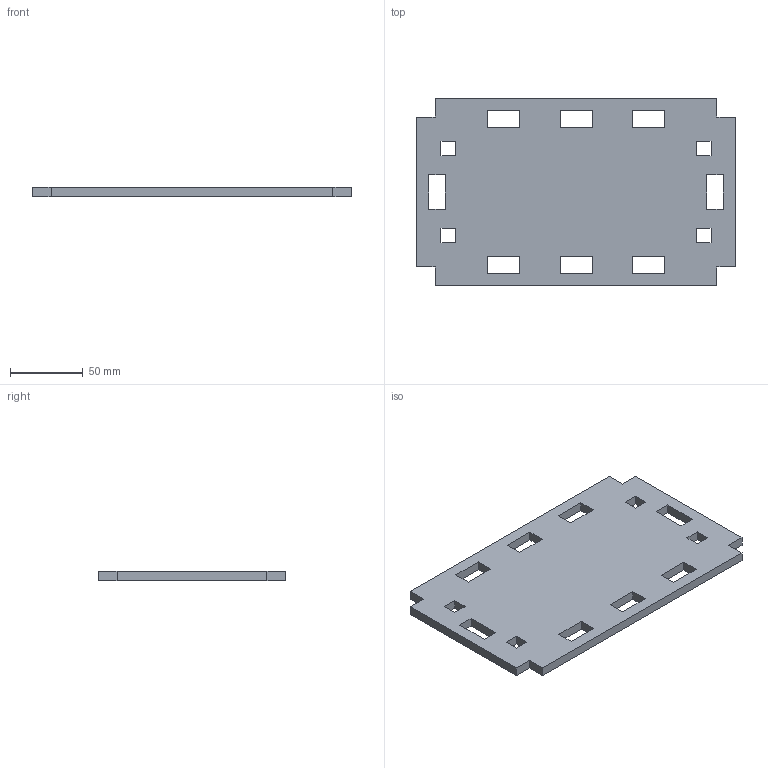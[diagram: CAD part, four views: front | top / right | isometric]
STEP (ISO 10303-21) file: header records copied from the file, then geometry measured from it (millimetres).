
FILE_DESCRIPTION(/* description */ (''),/* implementation_level */ '2;1');
FILE_NAME(/* name */ 'PiastraBaseScatolaGrande v8.step',/* time_stamp */ '2025-04-09T00:04:18+02:00',/* author */ (''),/* organization */ (''),/* preprocessor_version */ 'ST-DEVELOPER v20.1',/* originating_system */ 'Autodesk Translation Framework v14.4.0.0',/* authorisation */ '');
FILE_SCHEMA (('AUTOMOTIVE_DESIGN { 1 0 10303 214 3 1 1 }'));
Length unit declared in the file: millimetre
Products named in the file (2): PiastraBaseScatolaGrande; BaseScatola
Assembly tree (1 placements, depth 2):
  PiastraBaseScatolaGrande
    BaseScatola
Bounding box: 219.5 x 129 x 6.5 mm (x, y, z)
Volume: 162083.6 mm3; surface area: 59579.8 mm2
Topology: 1 solids, 1 shells, 64 faces, 183 edges, 122 vertices
Faces by surface type: plane 63, cylinder 1
Full cylindrical faces by diameter (mm): 25 x1
Entity records: 2150 total; most frequent: CARTESIAN_POINT 372, ORIENTED_EDGE 366, DIRECTION 319, EDGE_CURVE 183, LINE 181, VECTOR 181, VERTEX_POINT 122, EDGE_LOOP 89
